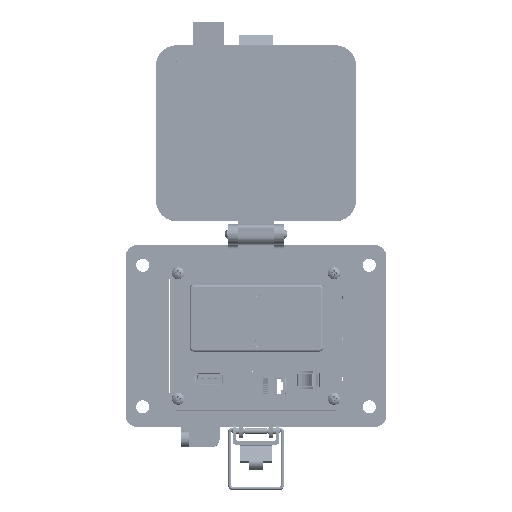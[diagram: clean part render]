
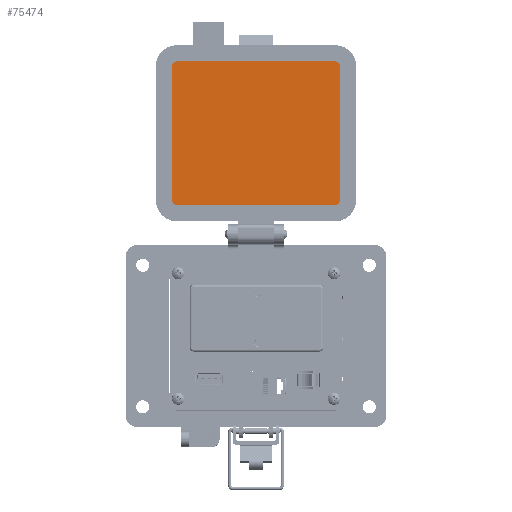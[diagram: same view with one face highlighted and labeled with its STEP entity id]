
A CAD part, top view. The second image highlights one B-rep face of the part: STEP entity #75474.
In plain terms, the highlighted planar face has unit normal (0, 0, 1).
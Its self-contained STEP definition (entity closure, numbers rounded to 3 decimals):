
#596 = CIRCLE ( 'NONE', #130172, 2.299 ) ;
#674 = EDGE_CURVE ( 'NONE', #128003, #70246, #1115, .T. ) ;
#1115 = CIRCLE ( 'NONE', #21092, 2.299 ) ;
#5431 = DIRECTION ( 'NONE',  ( 1., 0., 0. ) ) ;
#5738 = VERTEX_POINT ( 'NONE', #84241 ) ;
#9224 = DIRECTION ( 'NONE',  ( 0., 1., 0. ) ) ;
#9273 = LINE ( 'NONE', #62599, #122672 ) ;
#9691 = DIRECTION ( 'NONE',  ( 0., 0., -1. ) ) ;
#13416 = DIRECTION ( 'NONE',  ( -1., 0., 0. ) ) ;
#17067 = ORIENTED_EDGE ( 'NONE', *, *, #674, .F. ) ;
#19140 = VECTOR ( 'NONE', #13416, 1000. ) ;
#21092 = AXIS2_PLACEMENT_3D ( 'NONE', #79936, #113047, #36112 ) ;
#22905 = EDGE_CURVE ( 'NONE', #57019, #5738, #596, .T. ) ;
#23799 = VERTEX_POINT ( 'NONE', #70277 ) ;
#24819 = CARTESIAN_POINT ( 'NONE',  ( 35.912, 60.004, 19.202 ) ) ;
#25100 = ORIENTED_EDGE ( 'NONE', *, *, #66533, .F. ) ;
#29596 = ORIENTED_EDGE ( 'NONE', *, *, #33896, .F. ) ;
#30575 = DIRECTION ( 'NONE',  ( 0., 0., 1. ) ) ;
#32665 = FACE_OUTER_BOUND ( 'NONE', #101738, .T. ) ;
#33896 = EDGE_CURVE ( 'NONE', #70246, #57019, #9273, .T. ) ;
#36112 = DIRECTION ( 'NONE',  ( 0., -1., 0. ) ) ;
#36494 = DIRECTION ( 'NONE',  ( 0., 0., -1. ) ) ;
#39894 = CARTESIAN_POINT ( 'NONE',  ( 38.212, 93.196, 19.202 ) ) ;
#46966 = VECTOR ( 'NONE', #105767, 1000. ) ;
#52839 = EDGE_CURVE ( 'NONE', #98126, #130538, #80553, .T. ) ;
#54819 = ORIENTED_EDGE ( 'NONE', *, *, #134506, .F. ) ;
#57019 = VERTEX_POINT ( 'NONE', #117573 ) ;
#61823 = ORIENTED_EDGE ( 'NONE', *, *, #86185, .F. ) ;
#62599 = CARTESIAN_POINT ( 'NONE',  ( -3.279, 128.688, 19.202 ) ) ;
#66533 = EDGE_CURVE ( 'NONE', #23799, #89892, #84018, .T. ) ;
#69556 = CARTESIAN_POINT ( 'NONE',  ( 35.912, 57.705, 19.202 ) ) ;
#70246 = VERTEX_POINT ( 'NONE', #95213 ) ;
#70277 = CARTESIAN_POINT ( 'NONE',  ( 38.212, 60.004, 19.202 ) ) ;
#74671 = ORIENTED_EDGE ( 'NONE', *, *, #131784, .F. ) ;
#75474 = ADVANCED_FACE ( 'NONE', ( #32665 ), #96485, .T. ) ;
#75937 = VECTOR ( 'NONE', #9224, 1000. ) ;
#76303 = LINE ( 'NONE', #39894, #46966 ) ;
#77628 = LINE ( 'NONE', #90343, #19140 ) ;
#78644 = DIRECTION ( 'NONE',  ( 1., 0., 0. ) ) ;
#79936 = CARTESIAN_POINT ( 'NONE',  ( -42.469, 126.389, 19.202 ) ) ;
#80553 = CIRCLE ( 'NONE', #136184, 2.299 ) ;
#84018 = CIRCLE ( 'NONE', #117420, 2.299 ) ;
#84241 = CARTESIAN_POINT ( 'NONE',  ( 38.212, 126.389, 19.202 ) ) ;
#85300 = AXIS2_PLACEMENT_3D ( 'NONE', #129082, #30575, #107462 ) ;
#86185 = EDGE_CURVE ( 'NONE', #130538, #128003, #134340, .T. ) ;
#86877 = DIRECTION ( 'NONE',  ( 1., 0., 0. ) ) ;
#89892 = VERTEX_POINT ( 'NONE', #69556 ) ;
#90343 = CARTESIAN_POINT ( 'NONE',  ( -3.279, 57.705, 19.202 ) ) ;
#90827 = CARTESIAN_POINT ( 'NONE',  ( -44.769, 60.004, 19.202 ) ) ;
#91858 = CARTESIAN_POINT ( 'NONE',  ( -42.469, 60.004, 19.202 ) ) ;
#95213 = CARTESIAN_POINT ( 'NONE',  ( -42.469, 128.688, 19.202 ) ) ;
#96485 = PLANE ( 'NONE',  #85300 ) ;
#97177 = CARTESIAN_POINT ( 'NONE',  ( -44.769, 93.196, 19.202 ) ) ;
#98126 = VERTEX_POINT ( 'NONE', #100524 ) ;
#99988 = CARTESIAN_POINT ( 'NONE',  ( 35.912, 126.389, 19.202 ) ) ;
#100524 = CARTESIAN_POINT ( 'NONE',  ( -42.469, 57.705, 19.202 ) ) ;
#101738 = EDGE_LOOP ( 'NONE', ( #25100, #74671, #116564, #29596, #17067, #61823, #113437, #54819 ) ) ;
#102817 = DIRECTION ( 'NONE',  ( 0., -1., 0. ) ) ;
#105767 = DIRECTION ( 'NONE',  ( 0., -1., 0. ) ) ;
#107462 = DIRECTION ( 'NONE',  ( -1., 0., 0. ) ) ;
#113047 = DIRECTION ( 'NONE',  ( 0., 0., -1. ) ) ;
#113437 = ORIENTED_EDGE ( 'NONE', *, *, #52839, .F. ) ;
#116564 = ORIENTED_EDGE ( 'NONE', *, *, #22905, .F. ) ;
#117420 = AXIS2_PLACEMENT_3D ( 'NONE', #24819, #135334, #102817 ) ;
#117573 = CARTESIAN_POINT ( 'NONE',  ( 35.912, 128.688, 19.202 ) ) ;
#122672 = VECTOR ( 'NONE', #5431, 1000. ) ;
#128003 = VERTEX_POINT ( 'NONE', #128109 ) ;
#128109 = CARTESIAN_POINT ( 'NONE',  ( -44.769, 126.389, 19.202 ) ) ;
#129082 = CARTESIAN_POINT ( 'NONE',  ( 39.871, 130.108, 19.202 ) ) ;
#130172 = AXIS2_PLACEMENT_3D ( 'NONE', #99988, #9691, #78644 ) ;
#130538 = VERTEX_POINT ( 'NONE', #90827 ) ;
#131784 = EDGE_CURVE ( 'NONE', #5738, #23799, #76303, .T. ) ;
#134340 = LINE ( 'NONE', #97177, #75937 ) ;
#134506 = EDGE_CURVE ( 'NONE', #89892, #98126, #77628, .T. ) ;
#135334 = DIRECTION ( 'NONE',  ( 0., 0., -1. ) ) ;
#136184 = AXIS2_PLACEMENT_3D ( 'NONE', #91858, #36494, #86877 ) ;
